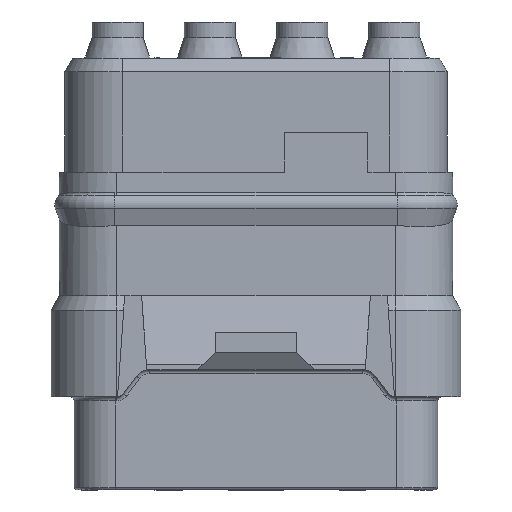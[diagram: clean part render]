
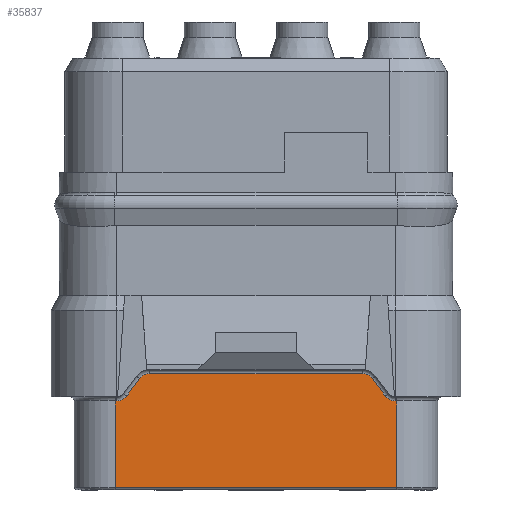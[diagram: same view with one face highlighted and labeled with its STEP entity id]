
A CAD part, front view. The second image highlights one B-rep face of the part: STEP entity #35837.
In plain terms, the highlighted planar face has unit normal (0, -1, 0).
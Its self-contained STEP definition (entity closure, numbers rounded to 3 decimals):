
#1416=DIRECTION('',(-0.6,0.,-0.8));
#1417=VECTOR('',#1416,0.8);
#1418=CARTESIAN_POINT('',(-4.26,-5.81,-7.56));
#1419=LINE('',#1418,#1417);
#1430=CARTESIAN_POINT('',(-3.9,-5.81,-7.83));
#1431=DIRECTION('',(0.,-1.,0.));
#1432=DIRECTION('',(0.,0.,1.));
#1433=AXIS2_PLACEMENT_3D('',#1430,#1431,#1432);
#1440=DIRECTION('',(-1.,0.,0.));
#1441=VECTOR('',#1440,7.8);
#1442=CARTESIAN_POINT('',(3.9,-5.81,-7.38));
#1443=LINE('',#1442,#1441);
#1454=CARTESIAN_POINT('',(3.9,-5.81,-7.83));
#1455=DIRECTION('',(0.,-1.,0.));
#1456=DIRECTION('',(0.8,0.,0.6));
#1457=AXIS2_PLACEMENT_3D('',#1454,#1455,#1456);
#1476=DIRECTION('',(-0.6,0.,0.8));
#1477=VECTOR('',#1476,0.8);
#1478=CARTESIAN_POINT('',(4.74,-5.81,-8.2));
#1479=LINE('',#1478,#1477);
#1490=CARTESIAN_POINT('',(5.1,-5.81,-7.93));
#1491=DIRECTION('',(0.,1.,0.));
#1492=DIRECTION('',(0.,0.,-1.));
#1493=AXIS2_PLACEMENT_3D('',#1490,#1491,#1492);
#1710=DIRECTION('',(-1.,0.,0.));
#1711=VECTOR('',#1710,0.06);
#1712=CARTESIAN_POINT('',(-5.1,-5.81,-8.38));
#1713=LINE('',#1712,#1711);
#1724=CARTESIAN_POINT('',(-5.1,-5.81,-7.93));
#1725=DIRECTION('',(0.,1.,0.));
#1726=DIRECTION('',(0.8,0.,-0.6));
#1727=AXIS2_PLACEMENT_3D('',#1724,#1725,#1726);
#1729=DIRECTION('',(0.,0.,-1.));
#1730=VECTOR('',#1729,3.16);
#1731=CARTESIAN_POINT('',(5.16,-5.81,-8.38));
#1732=LINE('',#1731,#1730);
#1742=DIRECTION('',(-1.,0.,0.));
#1743=VECTOR('',#1742,0.06);
#1744=CARTESIAN_POINT('',(5.16,-5.81,-8.38));
#1745=LINE('',#1744,#1743);
#1829=DIRECTION('',(0.,0.,-1.));
#1830=VECTOR('',#1829,3.16);
#1831=CARTESIAN_POINT('',(-5.16,-5.81,-8.38));
#1832=LINE('',#1831,#1830);
#22474=DIRECTION('',(-1.,0.,0.));
#22475=VECTOR('',#22474,10.32);
#22476=CARTESIAN_POINT('',(5.16,-5.81,-11.54));
#22477=LINE('',#22476,#22475);
#27499=CARTESIAN_POINT('',(5.16,-5.81,-11.54));
#27500=VERTEX_POINT('',#27499);
#27503=CARTESIAN_POINT('',(-5.16,-5.81,-11.54));
#27504=VERTEX_POINT('',#27503);
#27533=CARTESIAN_POINT('',(-5.16,-5.81,-8.38));
#27534=VERTEX_POINT('',#27533);
#27537=CARTESIAN_POINT('',(-5.1,-5.81,-8.38));
#27538=VERTEX_POINT('',#27537);
#27541=CARTESIAN_POINT('',(-4.74,-5.81,-8.2));
#27542=VERTEX_POINT('',#27541);
#27545=CARTESIAN_POINT('',(-4.26,-5.81,-7.56));
#27546=VERTEX_POINT('',#27545);
#27547=CARTESIAN_POINT('',(-3.9,-5.81,-7.38));
#27548=VERTEX_POINT('',#27547);
#27549=CARTESIAN_POINT('',(3.9,-5.81,-7.38));
#27550=VERTEX_POINT('',#27549);
#27551=CARTESIAN_POINT('',(4.26,-5.81,-7.56));
#27552=VERTEX_POINT('',#27551);
#27557=CARTESIAN_POINT('',(4.74,-5.81,-8.2));
#27558=VERTEX_POINT('',#27557);
#27561=CARTESIAN_POINT('',(5.1,-5.81,-8.38));
#27562=VERTEX_POINT('',#27561);
#27565=CARTESIAN_POINT('',(5.16,-5.81,-8.38));
#27566=VERTEX_POINT('',#27565);
#35814=CARTESIAN_POINT('',(5.16,-5.81,-8.23));
#35815=DIRECTION('',(0.,-1.,0.));
#35816=DIRECTION('',(-1.,0.,0.));
#35817=AXIS2_PLACEMENT_3D('',#35814,#35815,#35816);
#35818=PLANE('',#35817);
#35819=ORIENTED_EDGE('',*,*,#35795,.F.);
#35820=ORIENTED_EDGE('',*,*,#35808,.F.);
#35821=ORIENTED_EDGE('',*,*,#35356,.F.);
#35822=ORIENTED_EDGE('',*,*,#35372,.F.);
#35823=ORIENTED_EDGE('',*,*,#35398,.F.);
#35824=ORIENTED_EDGE('',*,*,#35413,.F.);
#35825=ORIENTED_EDGE('',*,*,#35454,.F.);
#35826=ORIENTED_EDGE('',*,*,#35469,.F.);
#35828=ORIENTED_EDGE('',*,*,#35827,.F.);
#35830=ORIENTED_EDGE('',*,*,#35829,.T.);
#35832=ORIENTED_EDGE('',*,*,#35831,.T.);
#35834=ORIENTED_EDGE('',*,*,#35833,.F.);
#35835=EDGE_LOOP('',(#35819,#35820,#35821,#35822,#35823,#35824,#35825,#35826,
#35828,#35830,#35832,#35834));
#35836=FACE_OUTER_BOUND('',#35835,.F.);
#35837=ADVANCED_FACE('',(#35836),#35818,.T.);
#1434=CIRCLE('',#1433,0.45);
#1458=CIRCLE('',#1457,0.45);
#1494=CIRCLE('',#1493,0.45);
#1728=CIRCLE('',#1727,0.45);
#35356=EDGE_CURVE('',#27546,#27542,#1419,.T.);
#35372=EDGE_CURVE('',#27548,#27546,#1434,.T.);
#35398=EDGE_CURVE('',#27550,#27548,#1443,.T.);
#35413=EDGE_CURVE('',#27552,#27550,#1458,.T.);
#35454=EDGE_CURVE('',#27558,#27552,#1479,.T.);
#35469=EDGE_CURVE('',#27562,#27558,#1494,.T.);
#35795=EDGE_CURVE('',#27538,#27534,#1713,.T.);
#35808=EDGE_CURVE('',#27542,#27538,#1728,.T.);
#35827=EDGE_CURVE('',#27566,#27562,#1745,.T.);
#35829=EDGE_CURVE('',#27566,#27500,#1732,.T.);
#35831=EDGE_CURVE('',#27500,#27504,#22477,.T.);
#35833=EDGE_CURVE('',#27534,#27504,#1832,.T.);
